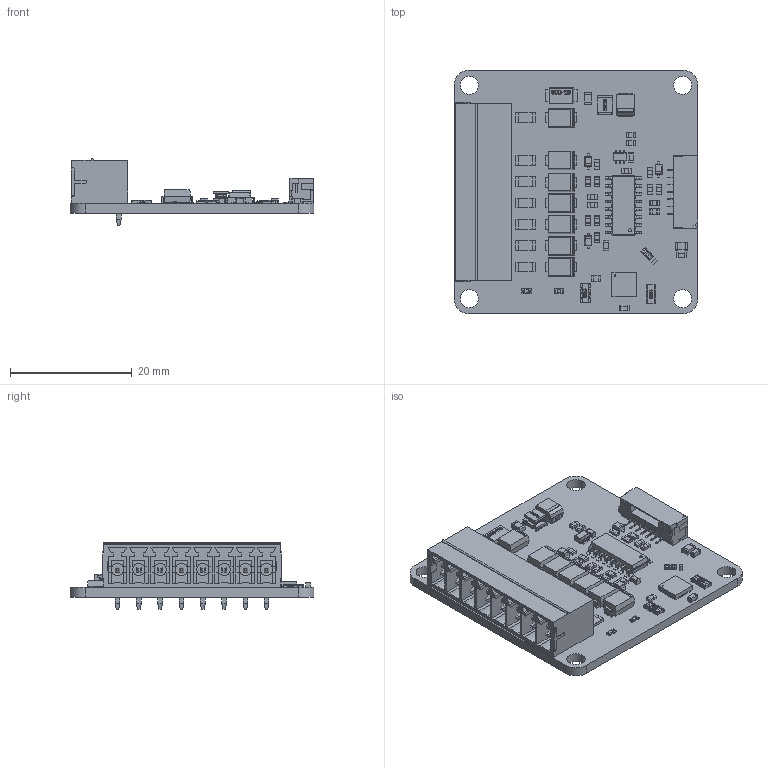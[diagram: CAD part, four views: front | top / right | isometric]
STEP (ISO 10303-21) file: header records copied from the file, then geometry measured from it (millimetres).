
FILE_DESCRIPTION(('FreeCAD Model'),'2;1');
FILE_NAME('industrial-encoder-bricklet.step','2017-07-28T14:19:45',('kicad StepUp'),('ksu MCAD'), 'Open CASCADE STEP processor 6.8','FreeCAD','Unknown');
FILE_SCHEMA(('AUTOMOTIVE_DESIGN_CC2 { 1 2 10303 214 -1 1 5 4 }'));
Length unit declared in the file: millimetre
Products named in the file (55): Pcb; QFN-24_4x4mm_Pitch0.5mm_; R_4x0603_; R_4x0603_001; 7Pin_Stecker_; Fusion_; D_0603_blue_; C_0402_; C_0805_; C_0603_; C_0603_001; Tantalum_B_3528H21_; C_0805_001; SOD323F_; SOD323F_001; SOD-128_; DO-214AC_; DO-214AC_001; DO-214AC_002; DO-214AC_003; DO-214AC_004; SOD323F_002; DO-214AC_005; DO-214AC_006; R_0603_; R_0603_001; R_0603_002; R_0603_003; R_0603_004; R_0603_005; R_0603_006; R_0603_007; R_0603_008; R_0603_009; R_0603_010; R_0603_011; R_1206_; R_0603_012; R_1206_001; R_1206_002 ...
Bounding box: 40 x 40 x 10.9 mm (x, y, z)
Volume: 3826 mm3; surface area: 7952.6 mm2
Topology: 72 solids, 72 shells, 3972 faces, 10849 edges, 7049 vertices
Faces by surface type: plane 2945, cylinder 606, bspline 365, torus 22, sphere 20, extrusion 14
Full cylindrical faces by diameter (mm): 0.18 x29, 0.5 x1, 1.4 x8, 2 x8, 3 x4
Entity records: 154422 total; most frequent: CARTESIAN_POINT 30723, ORIENTED_EDGE 21662, DIRECTION 18369, EDGE_CURVE 10829, VECTOR 8739, LINE 8725, VERTEX_POINT 7049, AXIS2_PLACEMENT_3D 4815
